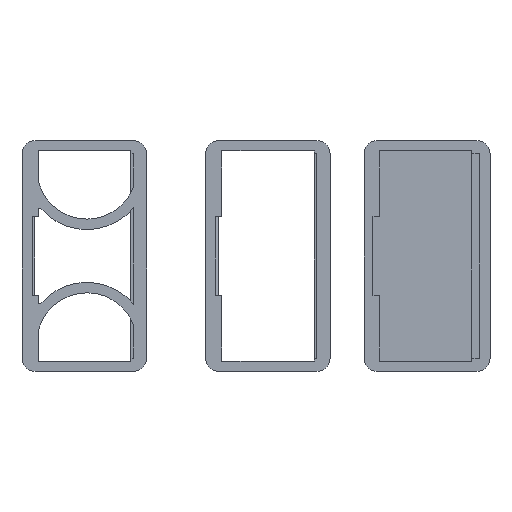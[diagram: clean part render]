
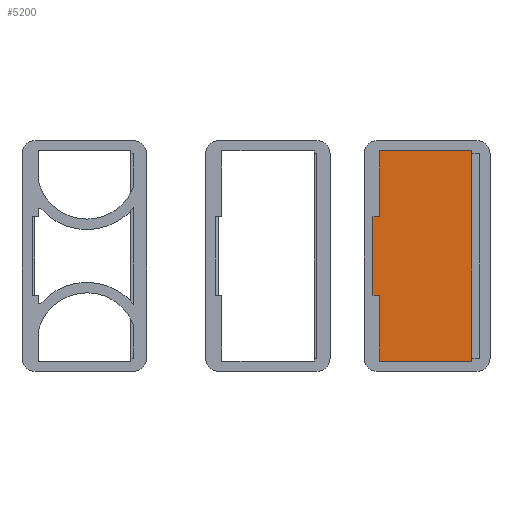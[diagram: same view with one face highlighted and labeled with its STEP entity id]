
A CAD part, top view. The second image highlights one B-rep face of the part: STEP entity #5200.
In plain terms, the highlighted planar face has unit normal (0, 0, 1).
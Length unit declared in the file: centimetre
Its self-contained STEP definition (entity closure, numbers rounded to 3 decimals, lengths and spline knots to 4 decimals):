
#206=PLANE($,#5394);
#463=FACE_OUTER_BOUND($,#756,.T.);
#756=EDGE_LOOP($,(#4492,#4493,#4494,#4495,#4496,#4497,#4498,#4499));
#1190=LINE($,#9183,#1732);
#1194=LINE($,#9191,#1736);
#1197=LINE($,#9197,#1739);
#1201=LINE($,#9205,#1743);
#1205=LINE($,#9212,#1747);
#1206=LINE($,#9215,#1748);
#1209=LINE($,#9221,#1751);
#1212=LINE($,#9226,#1754);
#1732=VECTOR($,#6069,3.);
#1736=VECTOR($,#6075,0.2375);
#1739=VECTOR($,#6080,0.2375);
#1743=VECTOR($,#6088,2.5125);
#1747=VECTOR($,#6092,2.5125);
#1748=VECTOR($,#6095,3.525);
#1751=VECTOR($,#6100,8.025);
#1754=VECTOR($,#6105,3.525);
#2474=VERTEX_POINT($,#9181);
#2475=VERTEX_POINT($,#9182);
#2478=VERTEX_POINT($,#9190);
#2480=VERTEX_POINT($,#9196);
#2482=VERTEX_POINT($,#9204);
#2485=VERTEX_POINT($,#9210);
#2486=VERTEX_POINT($,#9214);
#2488=VERTEX_POINT($,#9220);
#3162=EDGE_CURVE($,#2474,#2475,#1190,.T.);
#3166=EDGE_CURVE($,#2475,#2478,#1194,.T.);
#3169=EDGE_CURVE($,#2474,#2480,#1197,.T.);
#3173=EDGE_CURVE($,#2480,#2482,#1201,.T.);
#3177=EDGE_CURVE($,#2485,#2478,#1205,.T.);
#3178=EDGE_CURVE($,#2486,#2485,#1206,.T.);
#3181=EDGE_CURVE($,#2488,#2486,#1209,.T.);
#3184=EDGE_CURVE($,#2482,#2488,#1212,.T.);
#4492=ORIENTED_EDGE($,*,*,#3177,.F.);
#4493=ORIENTED_EDGE($,*,*,#3178,.F.);
#4494=ORIENTED_EDGE($,*,*,#3181,.F.);
#4495=ORIENTED_EDGE($,*,*,#3184,.F.);
#4496=ORIENTED_EDGE($,*,*,#3173,.F.);
#4497=ORIENTED_EDGE($,*,*,#3169,.F.);
#4498=ORIENTED_EDGE($,*,*,#3162,.T.);
#4499=ORIENTED_EDGE($,*,*,#3166,.T.);
#5200=ADVANCED_FACE($,(#463),#206,.F.);
#5394=AXIS2_PLACEMENT_3D($,#9228,#6107,#6108);
#6069=DIRECTION($,(0.,-1.,0.));
#6075=DIRECTION($,(1.,0.,0.));
#6080=DIRECTION($,(1.,0.,0.));
#6088=DIRECTION($,(0.,1.,0.));
#6092=DIRECTION($,(0.,1.,0.));
#6095=DIRECTION($,(-1.,0.,0.));
#6100=DIRECTION($,(0.,-1.,0.));
#6105=DIRECTION($,(1.,0.,0.));
#6107=DIRECTION('center_axis',(0.,0.,
-1.));
#6108=DIRECTION('ref_axis',(-1.,0.,0.));
#9181=CARTESIAN_POINT('',(-2.0625,1.5,0.5));
#9182=CARTESIAN_POINT('',(-2.0625,-1.5,0.5));
#9183=CARTESIAN_POINT($,(-2.0625,1.5,0.5));
#9190=CARTESIAN_POINT('',(-1.825,-1.5,0.5));
#9191=CARTESIAN_POINT($,(-2.0625,-1.5,0.5));
#9196=CARTESIAN_POINT('',(-1.825,1.5,0.5));
#9197=CARTESIAN_POINT($,(-2.0625,1.5,0.5));
#9204=CARTESIAN_POINT('',(-1.825,4.0125,0.5));
#9205=CARTESIAN_POINT($,(-1.825,-4.0125,0.5));
#9210=CARTESIAN_POINT('',(-1.825,-4.0125,0.5));
#9212=CARTESIAN_POINT($,(-1.825,-4.0125,0.5));
#9214=CARTESIAN_POINT('',(1.7,-4.0125,0.5));
#9215=CARTESIAN_POINT($,(1.7,-4.0125,0.5));
#9220=CARTESIAN_POINT('',(1.7,4.0125,0.5));
#9221=CARTESIAN_POINT($,(1.7,4.0125,0.5));
#9226=CARTESIAN_POINT($,(-1.825,4.0125,0.5));
#9228=CARTESIAN_POINT('Origin',(-0.0313,0.,0.5));
